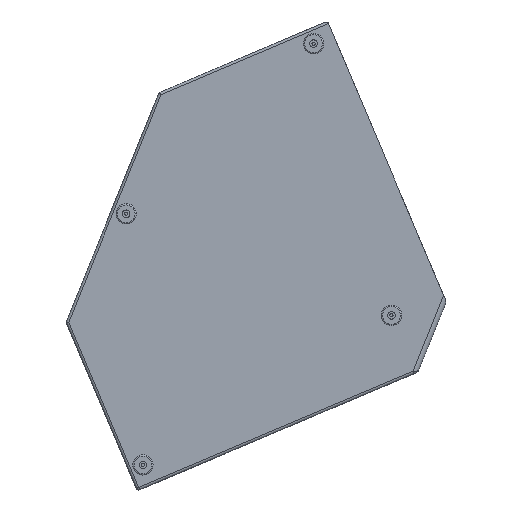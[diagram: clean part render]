
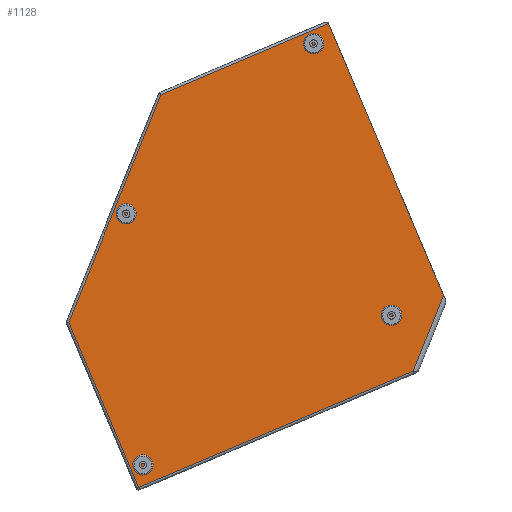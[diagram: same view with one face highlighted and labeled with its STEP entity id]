
A CAD part, front view. The second image highlights one B-rep face of the part: STEP entity #1128.
In plain terms, the highlighted planar face has unit normal (0, -1, 0).
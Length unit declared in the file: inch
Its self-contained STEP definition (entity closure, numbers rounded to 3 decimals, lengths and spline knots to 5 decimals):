
#60=PLANE('',#1214);
#148=FACE_OUTER_BOUND('',#222,.T.);
#222=EDGE_LOOP('',(#800,#801,#802,#803,#804,#805));
#344=LINE('',#1830,#396);
#350=LINE('',#2039,#402);
#351=LINE('',#2043,#403);
#352=LINE('',#2045,#404);
#353=LINE('',#2047,#405);
#354=LINE('',#2048,#406);
#396=VECTOR('',#1347,8.07107);
#402=VECTOR('',#1379,29.29289);
#403=VECTOR('',#1384,29.04289);
#404=VECTOR('',#1385,17.89645);
#405=VECTOR('',#1386,24.18808);
#406=VECTOR('',#1387,17.64645);
#477=VERTEX_POINT('',#1827);
#478=VERTEX_POINT('',#1829);
#494=VERTEX_POINT('',#2038);
#495=VERTEX_POINT('',#2042);
#496=VERTEX_POINT('',#2044);
#497=VERTEX_POINT('',#2046);
#587=EDGE_CURVE('',#477,#478,#344,.T.);
#609=EDGE_CURVE('',#478,#494,#350,.T.);
#611=EDGE_CURVE('',#495,#477,#351,.T.);
#612=EDGE_CURVE('',#496,#495,#352,.T.);
#613=EDGE_CURVE('',#497,#496,#353,.T.);
#614=EDGE_CURVE('',#494,#497,#354,.T.);
#800=ORIENTED_EDGE('',*,*,#587,.F.);
#801=ORIENTED_EDGE('',*,*,#611,.F.);
#802=ORIENTED_EDGE('',*,*,#612,.F.);
#803=ORIENTED_EDGE('',*,*,#613,.F.);
#804=ORIENTED_EDGE('',*,*,#614,.F.);
#805=ORIENTED_EDGE('',*,*,#609,.F.);
#1128=ADVANCED_FACE('',(#148),#60,.T.);
#1214=AXIS2_PLACEMENT_3D('',#2041,#1382,#1383);
#1347=DIRECTION('',(-0.707,0.,-0.707));
#1379=DIRECTION('',(-1.,0.,0.));
#1382=DIRECTION('center_axis',(0.,-1.,0.));
#1383=DIRECTION('ref_axis',(1.,0.,0.));
#1384=DIRECTION('',(0.,0.,-1.));
#1385=DIRECTION('',(1.,0.,0.));
#1386=DIRECTION('',(0.707,0.,0.707));
#1387=DIRECTION('',(0.,0.,1.));
#1827=CARTESIAN_POINT('',(35.25,0.,5.95711));
#1829=CARTESIAN_POINT('',(29.54289,0.,0.25));
#1830=CARTESIAN_POINT('',(24.77145,0.,-4.52145));
#2038=CARTESIAN_POINT('',(0.25,0.,0.25));
#2039=CARTESIAN_POINT('',(5.83301,0.,0.25));
#2041=CARTESIAN_POINT('Origin',(0.,0.,0.));
#2042=CARTESIAN_POINT('',(35.25,0.,35.));
#2043=CARTESIAN_POINT('',(35.25,0.,5.25));
#2044=CARTESIAN_POINT('',(17.35355,0.,35.));
#2045=CARTESIAN_POINT('',(8.625,0.,35.));
#2046=CARTESIAN_POINT('',(0.25,0.,17.89645));
#2047=CARTESIAN_POINT('',(-4.32322,0.,13.32322));
#2048=CARTESIAN_POINT('',(0.25,0.,0.));
